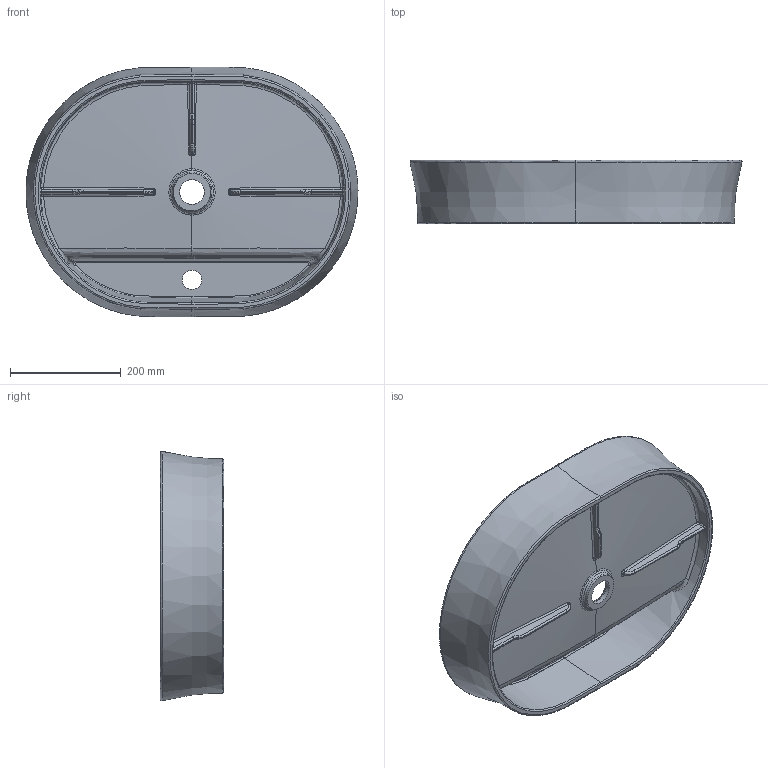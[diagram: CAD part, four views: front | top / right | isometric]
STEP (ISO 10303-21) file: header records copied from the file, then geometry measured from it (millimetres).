
FILE_DESCRIPTION(/* description */ (''),/* implementation_level */ '2;1');
FILE_NAME(/* name */ '1600 Sottile elips 60x45 batraya banklı lab reva.stp',/* time_stamp */ '2020-12-04T13:01:01+03:00',/* author */ (''),/* organization */ (''),/* preprocessor_version */ 'ST-DEVELOPER v16',/* originating_system */ 'SIEMENS PLM Software NX 11.0',/* authorisation */ '');
FILE_SCHEMA (('AUTOMOTIVE_DESIGN { 1 0 10303 214 3 1 1 1 }'));
Length unit declared in the file: millimetre
Products named in the file (1): Dell7598AF3Assjp
Bounding box: 599.99 x 114.65 x 450.48 mm (x, y, z)
Volume: 4884614.1 mm3; surface area: 819693.3 mm2
Topology: 1 solids, 1 shells, 175 faces, 404 edges, 230 vertices
Faces by surface type: bspline 145, plane 11, cylinder 10, cone 6, torus 3
Full cylindrical faces by diameter (mm): 45 x1
Entity records: 14295 total; most frequent: CARTESIAN_POINT 11439, ORIENTED_EDGE 780, EDGE_CURVE 390, DIRECTION 288, B_SPLINE_CURVE_WITH_KNOTS 269, VERTEX_POINT 224, EDGE_LOOP 186, ADVANCED_FACE 175
